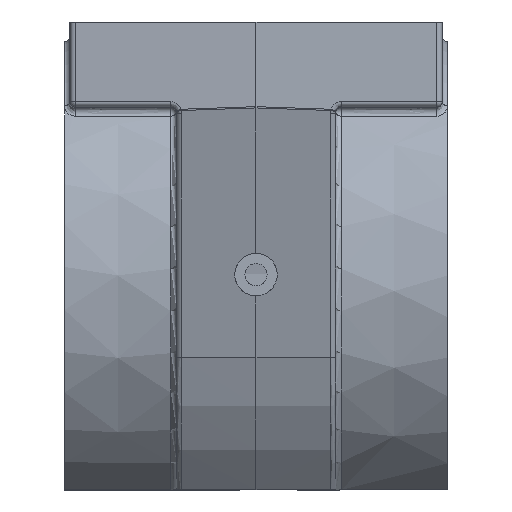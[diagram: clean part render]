
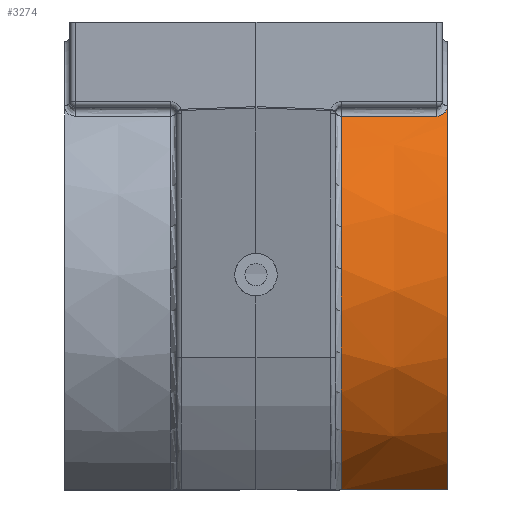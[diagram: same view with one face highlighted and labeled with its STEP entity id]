
A CAD part, left-side view. The second image highlights one B-rep face of the part: STEP entity #3274.
In plain terms, the highlighted conical face has half-angle 0.5 degrees and reference radius 46.5 mm.
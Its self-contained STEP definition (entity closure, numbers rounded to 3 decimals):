
#43 = CONICAL_SURFACE ( 'NONE', #1151, 46.5, 0.009 ) ;
#100 = ORIENTED_EDGE ( 'NONE', *, *, #1278, .T. ) ;
#101 = CARTESIAN_POINT ( 'NONE',  ( -33.181, -33.991, -11.698 ) ) ;
#169 = CARTESIAN_POINT ( 'NONE',  ( -33.366, -18.658, -11.696 ) ) ;
#297 = CARTESIAN_POINT ( 'NONE',  ( -33.181, -33.991, -11.698 ) ) ;
#307 = CARTESIAN_POINT ( 'NONE',  ( -26.74, -15.991, -82. ) ) ;
#322 = CIRCLE ( 'NONE', #2538, 46.291 ) ;
#354 = EDGE_CURVE ( 'NONE', #2586, #3655, #322, .T. ) ;
#368 = ORIENTED_EDGE ( 'NONE', *, *, #2830, .T. ) ;
#432 = DIRECTION ( 'NONE',  ( 0., 1., 0.009 ) ) ;
#448 = CARTESIAN_POINT ( 'NONE',  ( -33.158, -34.313, -11.678 ) ) ;
#474 = CARTESIAN_POINT ( 'NONE',  ( -32.046, -35.807, -10.591 ) ) ;
#493 = CARTESIAN_POINT ( 'NONE',  ( -33.031, -34.759, -11.553 ) ) ;
#528 = CIRCLE ( 'NONE', #2190, 46.291 ) ;
#544 = CARTESIAN_POINT ( 'NONE',  ( -32.9, -35.023, -11.423 ) ) ;
#599 = VECTOR ( 'NONE', #432, 1000. ) ;
#684 = DIRECTION ( 'NONE',  ( 0., 0., -1. ) ) ;
#729 = DIRECTION ( 'NONE',  ( 0., 1., 0. ) ) ;
#777 = CARTESIAN_POINT ( 'NONE',  ( -31.13, -35.991, -9.74 ) ) ;
#795 = CARTESIAN_POINT ( 'NONE',  ( -32.559, -35.447, -11.088 ) ) ;
#814 = DIRECTION ( 'NONE',  ( 0., 0., -1. ) ) ;
#839 = CARTESIAN_POINT ( 'NONE',  ( -26.435, -36., -82. ) ) ;
#940 = ORIENTED_EDGE ( 'NONE', *, *, #2161, .T. ) ;
#959 = CARTESIAN_POINT ( 'NONE',  ( 0., -12., -44. ) ) ;
#969 = CARTESIAN_POINT ( 'NONE',  ( -33.398, -15.991, -11.695 ) ) ;
#1040 = B_SPLINE_CURVE_WITH_KNOTS ( 'NONE', 3,
 ( #3725, #3102, #3766, #1059 ),
 .UNSPECIFIED., .F., .F.,
 ( 4, 4 ),
 ( 0.095, 0.115 ),
 .UNSPECIFIED. ) ;
#1059 = CARTESIAN_POINT ( 'NONE',  ( -26.435, -36., -82. ) ) ;
#1104 = CARTESIAN_POINT ( 'NONE',  ( -33.084, -34.617, -11.606 ) ) ;
#1131 = VERTEX_POINT ( 'NONE', #4241 ) ;
#1151 = AXIS2_PLACEMENT_3D ( 'NONE', #959, #729, #3054 ) ;
#1187 = CARTESIAN_POINT ( 'NONE',  ( -32.653, -35.353, -11.18 ) ) ;
#1278 = EDGE_CURVE ( 'NONE', #3214, #1373, #1040, .T. ) ;
#1311 = ORIENTED_EDGE ( 'NONE', *, *, #2990, .T. ) ;
#1324 = DIRECTION ( 'NONE',  ( 0., 0., -1. ) ) ;
#1330 = EDGE_CURVE ( 'NONE', #3776, #1131, #3143, .T. ) ;
#1373 = VERTEX_POINT ( 'NONE', #839 ) ;
#1597 = CARTESIAN_POINT ( 'NONE',  ( -33.197, -32.658, -11.697 ) ) ;
#1618 = CARTESIAN_POINT ( 'NONE',  ( -33.269, -26.658, -11.697 ) ) ;
#1641 = CARTESIAN_POINT ( 'NONE',  ( -33.237, -29.325, -11.697 ) ) ;
#1653 = DIRECTION ( 'NONE',  ( 0., -1., 0. ) ) ;
#1824 = CARTESIAN_POINT ( 'NONE',  ( -33.302, -23.992, -11.696 ) ) ;
#1887 = CARTESIAN_POINT ( 'NONE',  ( 0., -35.991, 2.291 ) ) ;
#2107 = VERTEX_POINT ( 'NONE', #3310 ) ;
#2128 = CARTESIAN_POINT ( 'NONE',  ( -32.265, -35.691, -10.802 ) ) ;
#2161 = EDGE_CURVE ( 'NONE', #1131, #3214, #4118, .T. ) ;
#2190 = AXIS2_PLACEMENT_3D ( 'NONE', #3334, #3992, #684 ) ;
#2226 = CARTESIAN_POINT ( 'NONE',  ( -33.181, -33.991, -11.698 ) ) ;
#2276 = CARTESIAN_POINT ( 'NONE',  ( -33.189, -33.325, -11.697 ) ) ;
#2483 = AXIS2_PLACEMENT_3D ( 'NONE', #3286, #1653, #1324 ) ;
#2487 = DIRECTION ( 'NONE',  ( 0., -1., 0. ) ) ;
#2494 = CARTESIAN_POINT ( 'NONE',  ( -31.367, -35.991, -9.956 ) ) ;
#2538 = AXIS2_PLACEMENT_3D ( 'NONE', #3140, #2487, #814 ) ;
#2586 = VERTEX_POINT ( 'NONE', #1887 ) ;
#2756 = LINE ( 'NONE', #3715, #599 ) ;
#2761 = CARTESIAN_POINT ( 'NONE',  ( -31.13, -35.991, -9.74 ) ) ;
#2830 = EDGE_CURVE ( 'NONE', #1373, #2107, #528, .T. ) ;
#2835 = CARTESIAN_POINT ( 'NONE',  ( -31.598, -35.956, -10.169 ) ) ;
#2947 = B_SPLINE_CURVE_WITH_KNOTS ( 'NONE', 3,
 ( #101, #4131, #448, #1104, #493, #544, #3727, #1187, #795, #2128, #474, #2835, #2494, #777 ),
 .UNSPECIFIED., .F., .F.,
 ( 4, 2, 2, 2, 2, 2, 4 ),
 ( 0., 0., 0.001, 0.001, 0.002, 0.003, 0.004 ),
 .UNSPECIFIED. ) ;
#2990 = EDGE_CURVE ( 'NONE', #2107, #2586, #2756, .T. ) ;
#3054 = DIRECTION ( 'NONE',  ( 0., 0., 1. ) ) ;
#3102 = CARTESIAN_POINT ( 'NONE',  ( -26.639, -22.661, -82. ) ) ;
#3140 = CARTESIAN_POINT ( 'NONE',  ( 0., -35.991, -44. ) ) ;
#3143 = B_SPLINE_CURVE_WITH_KNOTS ( 'NONE', 3,
 ( #297, #2276, #1597, #3934, #1641, #1618, #1824, #4259, #169, #969 ),
 .UNSPECIFIED., .F., .F.,
 ( 4, 3, 3, 4 ),
 ( 0., 0.002, 0.01, 0.018 ),
 .UNSPECIFIED. ) ;
#3214 = VERTEX_POINT ( 'NONE', #307 ) ;
#3274 = ADVANCED_FACE ( 'NONE', ( #3906 ), #43, .T. ) ;
#3286 = CARTESIAN_POINT ( 'NONE',  ( 0., -15.991, -44. ) ) ;
#3310 = CARTESIAN_POINT ( 'NONE',  ( 0., -36., 2.291 ) ) ;
#3334 = CARTESIAN_POINT ( 'NONE',  ( 0., -36., -44. ) ) ;
#3413 = ORIENTED_EDGE ( 'NONE', *, *, #1330, .T. ) ;
#3504 = ORIENTED_EDGE ( 'NONE', *, *, #354, .T. ) ;
#3584 = EDGE_LOOP ( 'NONE', ( #368, #1311, #3504, #4254, #3413, #940, #100 ) ) ;
#3655 = VERTEX_POINT ( 'NONE', #2761 ) ;
#3715 = CARTESIAN_POINT ( 'NONE',  ( 0., -12., 2.5 ) ) ;
#3725 = CARTESIAN_POINT ( 'NONE',  ( -26.74, -15.991, -82. ) ) ;
#3727 = CARTESIAN_POINT ( 'NONE',  ( -32.823, -35.14, -11.348 ) ) ;
#3766 = CARTESIAN_POINT ( 'NONE',  ( -26.537, -29.33, -82. ) ) ;
#3776 = VERTEX_POINT ( 'NONE', #2226 ) ;
#3906 = FACE_OUTER_BOUND ( 'NONE', #3584, .T. ) ;
#3934 = CARTESIAN_POINT ( 'NONE',  ( -33.205, -31.991, -11.697 ) ) ;
#3992 = DIRECTION ( 'NONE',  ( 0., 1., 0. ) ) ;
#4074 = EDGE_CURVE ( 'NONE', #3776, #3655, #2947, .T. ) ;
#4118 = CIRCLE ( 'NONE', #2483, 46.465 ) ;
#4131 = CARTESIAN_POINT ( 'NONE',  ( -33.179, -34.153, -11.698 ) ) ;
#4241 = CARTESIAN_POINT ( 'NONE',  ( -33.398, -15.991, -11.695 ) ) ;
#4254 = ORIENTED_EDGE ( 'NONE', *, *, #4074, .F. ) ;
#4259 = CARTESIAN_POINT ( 'NONE',  ( -33.334, -21.325, -11.696 ) ) ;
